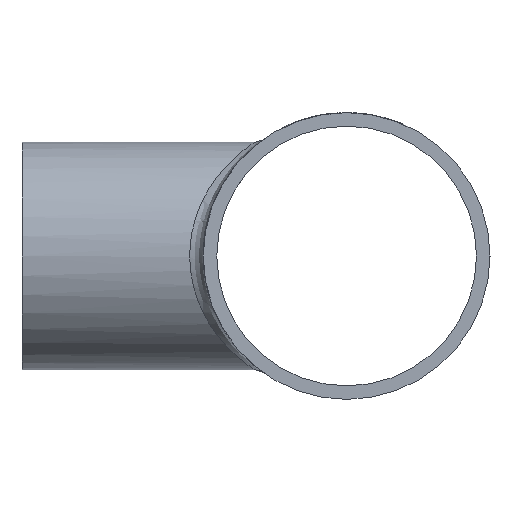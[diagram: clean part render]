
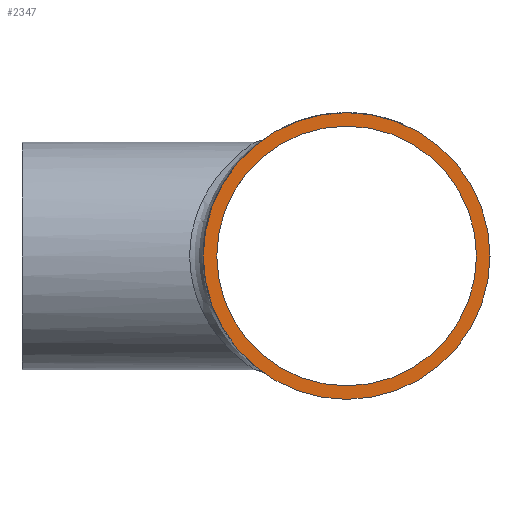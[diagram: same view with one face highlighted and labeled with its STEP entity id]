
A CAD part, left-side view. The second image highlights one B-rep face of the part: STEP entity #2347.
In plain terms, the highlighted planar face has unit normal (-1, 0, 0).
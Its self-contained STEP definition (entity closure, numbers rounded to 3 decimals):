
#237 = DIRECTION ( 'NONE',  ( 0., 0., 1. ) ) ;
#672 = VERTEX_POINT ( 'NONE', #11117 ) ;
#1612 = DIRECTION ( 'NONE',  ( -1., 0., 0. ) ) ;
#2347 = ADVANCED_FACE ( 'NONE', ( #10530, #10742 ), #3561, .T. ) ;
#3296 = DIRECTION ( 'NONE',  ( -1., 0., 0. ) ) ;
#3561 = PLANE ( 'NONE',  #12387 ) ;
#3648 = EDGE_CURVE ( 'NONE', #672, #672, #11459, .T. ) ;
#3924 = DIRECTION ( 'NONE',  ( -1., 0., 0. ) ) ;
#4043 = DIRECTION ( 'NONE',  ( 0., 0., 1. ) ) ;
#5219 = ORIENTED_EDGE ( 'NONE', *, *, #6559, .T. ) ;
#5238 = CARTESIAN_POINT ( 'NONE',  ( -48., 0., 0. ) ) ;
#6470 = CARTESIAN_POINT ( 'NONE',  ( -48., 0., 0. ) ) ;
#6559 = EDGE_CURVE ( 'NONE', #6936, #6936, #9668, .T. ) ;
#6936 = VERTEX_POINT ( 'NONE', #7470 ) ;
#7470 = CARTESIAN_POINT ( 'NONE',  ( -48., 0., 21.2 ) ) ;
#9381 = AXIS2_PLACEMENT_3D ( 'NONE', #5238, #1612, #4043 ) ;
#9668 = CIRCLE ( 'NONE', #14195, 21.2 ) ;
#10530 = FACE_BOUND ( 'NONE', #11577, .T. ) ;
#10742 = FACE_OUTER_BOUND ( 'NONE', #13141, .T. ) ;
#11117 = CARTESIAN_POINT ( 'NONE',  ( -48., 0., 19.2 ) ) ;
#11287 = ORIENTED_EDGE ( 'NONE', *, *, #3648, .F. ) ;
#11459 = CIRCLE ( 'NONE', #9381, 19.2 ) ;
#11577 = EDGE_LOOP ( 'NONE', ( #11287 ) ) ;
#11920 = DIRECTION ( 'NONE',  ( 0., 0., 1. ) ) ;
#12387 = AXIS2_PLACEMENT_3D ( 'NONE', #6470, #3924, #237 ) ;
#13141 = EDGE_LOOP ( 'NONE', ( #5219 ) ) ;
#14195 = AXIS2_PLACEMENT_3D ( 'NONE', #15523, #3296, #11920 ) ;
#15523 = CARTESIAN_POINT ( 'NONE',  ( -48., 0., 0. ) ) ;
